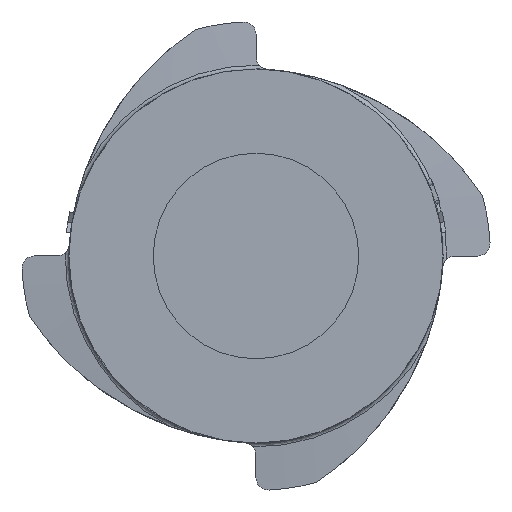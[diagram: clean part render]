
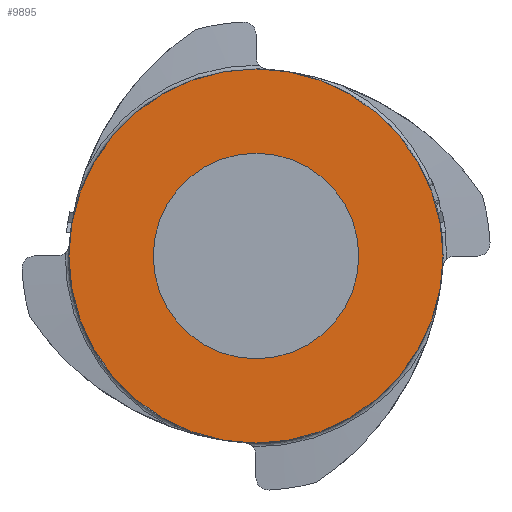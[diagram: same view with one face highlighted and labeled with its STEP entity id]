
A CAD part, left-side view. The second image highlights one B-rep face of the part: STEP entity #9895.
In plain terms, the highlighted planar face has unit normal (-1, 0, 0).
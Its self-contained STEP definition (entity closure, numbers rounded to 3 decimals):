
#84=CARTESIAN_POINT('',(-40.0,0.,25.0));
#85=VERTEX_POINT('',#84);
#86=CARTESIAN_POINT('',(-40.0,0.0,0.0));
#87=DIRECTION('',(1.0,0.0,0.0));
#88=DIRECTION('',(0.0,0.0,-1.0));
#89=AXIS2_PLACEMENT_3D('',#86,#87,#88);
#90=CIRCLE('',#89,25.0);
#91=EDGE_CURVE('',#85,#85,#90,.T.);
#9793=CARTESIAN_POINT('',(-40.0,45.5,0.));
#9794=VERTEX_POINT('',#9793);
#9795=CARTESIAN_POINT('',(-40.0,0.0,0.0));
#9796=DIRECTION('',(1.0,0.0,0.0));
#9797=DIRECTION('',(0.0,-1.0,0.0));
#9798=AXIS2_PLACEMENT_3D('',#9795,#9796,#9797);
#9799=CIRCLE('',#9798,45.5);
#9800=EDGE_CURVE('',#9794,#9794,#9799,.T.);
#9884=CARTESIAN_POINT('',(-40.0,0.0,0.0));
#9885=DIRECTION('',(-1.0,0.0,0.0));
#9886=DIRECTION('',(0.0,0.0,1.0));
#9887=AXIS2_PLACEMENT_3D('',#9884,#9885,#9886);
#9888=PLANE('',#9887);
#9889=ORIENTED_EDGE('',*,*,#9800,.F.);
#9890=EDGE_LOOP('',(#9889));
#9891=FACE_OUTER_BOUND('',#9890,.T.);
#9892=ORIENTED_EDGE('',*,*,#91,.T.);
#9893=EDGE_LOOP('',(#9892));
#9894=FACE_BOUND('',#9893,.T.);
#9895=ADVANCED_FACE('',(#9891,#9894),#9888,.T.);
